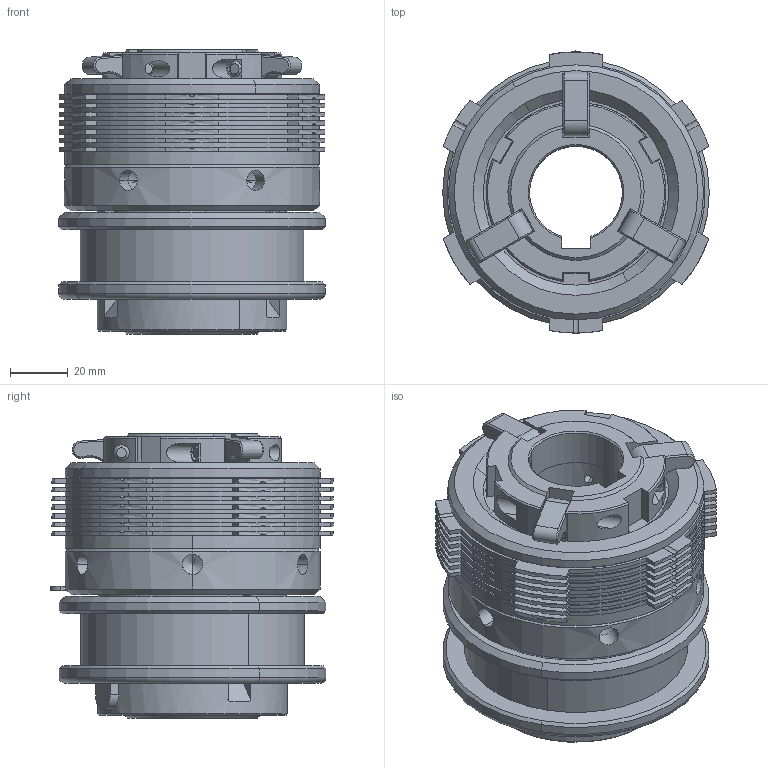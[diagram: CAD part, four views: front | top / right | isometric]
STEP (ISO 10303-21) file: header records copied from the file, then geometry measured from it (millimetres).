
FILE_DESCRIPTION (( 'STEP AP203' ), '1' );
FILE_NAME ('Assem7.STEP', '2017-10-18T02:14:01', ( ' ' ), ( '' ), 'SwSTEP 2.0', 'SolidWorks 2009', '' );
FILE_SCHEMA (( 'CONFIG_CONTROL_DESIGN' ));
Length unit declared in the file: millimetre
Products named in the file (1): Assem7
Bounding box: 92 x 97.38 x 98 mm (x, y, z)
Volume: 393385.6 mm3; surface area: 114145.8 mm2
Topology: 1 solids, 30 shells, 1016 faces, 2908 edges, 1855 vertices
Faces by surface type: cylinder 462, plane 443, cone 103, torus 8
Entity records: 35375 total; most frequent: CARTESIAN_POINT 7998, DIRECTION 5900, ORIENTED_EDGE 5792, EDGE_CURVE 2896, AXIS2_PLACEMENT_3D 2187, VERTEX_POINT 1855, VECTOR 1526, LINE 1526
